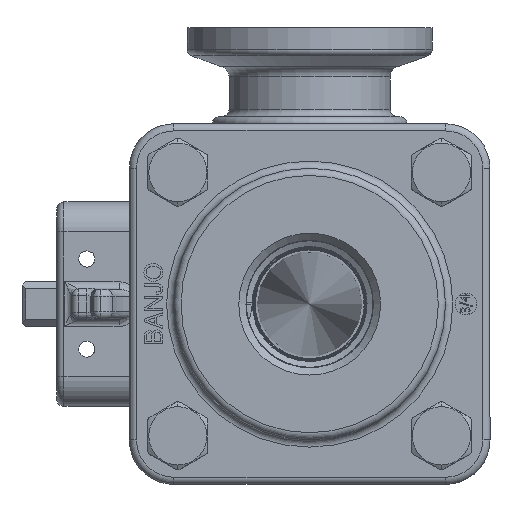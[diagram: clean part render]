
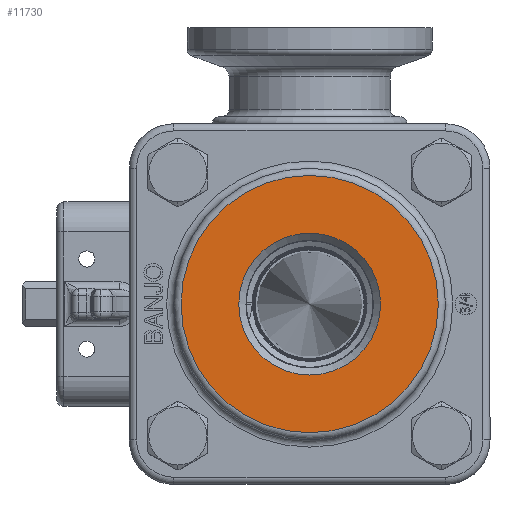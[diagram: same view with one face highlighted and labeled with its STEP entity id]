
A CAD part, left-side view. The second image highlights one B-rep face of the part: STEP entity #11730.
In plain terms, the highlighted face is planar.
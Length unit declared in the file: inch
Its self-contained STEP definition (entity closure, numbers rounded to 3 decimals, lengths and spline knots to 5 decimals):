
#1123=FACE_BOUND('',#2197,.T.);
#1428=FACE_OUTER_BOUND('',#2196,.T.);
#2196=EDGE_LOOP('',(#9035,#9036));
#2197=EDGE_LOOP('',(#9037,#9038));
#4529=CIRCLE('',#13041,1.07);
#4534=CIRCLE('',#13046,1.07);
#4538=CIRCLE('',#13052,0.59);
#4539=CIRCLE('',#13053,0.59);
#5264=VERTEX_POINT('',#21408);
#5265=VERTEX_POINT('',#21409);
#5272=VERTEX_POINT('',#21428);
#5273=VERTEX_POINT('',#21429);
#6615=EDGE_CURVE('',#5264,#5265,#4529,.T.);
#6620=EDGE_CURVE('',#5265,#5264,#4534,.T.);
#6625=EDGE_CURVE('',#5272,#5273,#4538,.T.);
#6626=EDGE_CURVE('',#5273,#5272,#4539,.T.);
#9035=ORIENTED_EDGE('',*,*,#6615,.F.);
#9036=ORIENTED_EDGE('',*,*,#6620,.F.);
#9037=ORIENTED_EDGE('',*,*,#6625,.F.);
#9038=ORIENTED_EDGE('',*,*,#6626,.F.);
#11313=PLANE('',#13051);
#11730=ADVANCED_FACE('',(#1428,#1123),#11313,.T.);
#13041=AXIS2_PLACEMENT_3D('',#21410,#15157,#15158);
#13046=AXIS2_PLACEMENT_3D('',#21418,#15167,#15168);
#13051=AXIS2_PLACEMENT_3D('',#21427,#15178,#15179);
#13052=AXIS2_PLACEMENT_3D('',#21430,#15180,#15181);
#13053=AXIS2_PLACEMENT_3D('',#21431,#15182,#15183);
#15157=DIRECTION('center_axis',(-1.,0.,0.));
#15158=DIRECTION('ref_axis',(0.,-1.,0.));
#15167=DIRECTION('center_axis',(-1.,0.,0.));
#15168=DIRECTION('ref_axis',(0.,-1.,0.));
#15178=DIRECTION('center_axis',(1.,0.,0.));
#15179=DIRECTION('ref_axis',(0.,0.,-1.));
#15180=DIRECTION('center_axis',(1.,0.,0.));
#15181=DIRECTION('ref_axis',(0.,1.,0.));
#15182=DIRECTION('center_axis',(1.,0.,0.));
#15183=DIRECTION('ref_axis',(0.,1.,0.));
#21408=CARTESIAN_POINT('',(1.375,1.07,0.));
#21409=CARTESIAN_POINT('',(1.375,0.,1.07));
#21410=CARTESIAN_POINT('Origin',(1.375,0.,0.));
#21418=CARTESIAN_POINT('Origin',(1.375,0.,0.));
#21427=CARTESIAN_POINT('Origin',(1.375,0.86,0.));
#21428=CARTESIAN_POINT('',(1.375,0.59,0.));
#21429=CARTESIAN_POINT('',(1.375,-0.59,0.));
#21430=CARTESIAN_POINT('Origin',(1.375,0.,0.));
#21431=CARTESIAN_POINT('Origin',(1.375,0.,0.));
